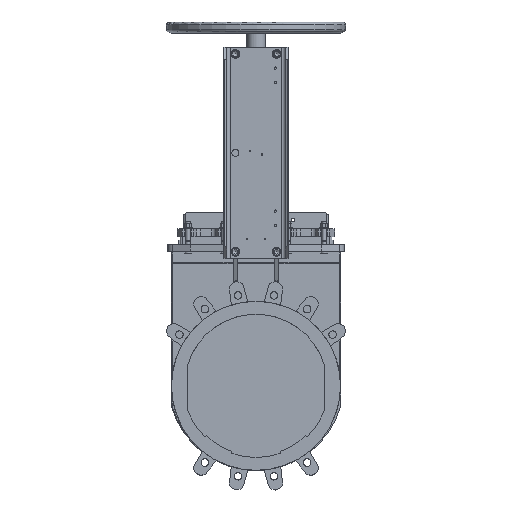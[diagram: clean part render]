
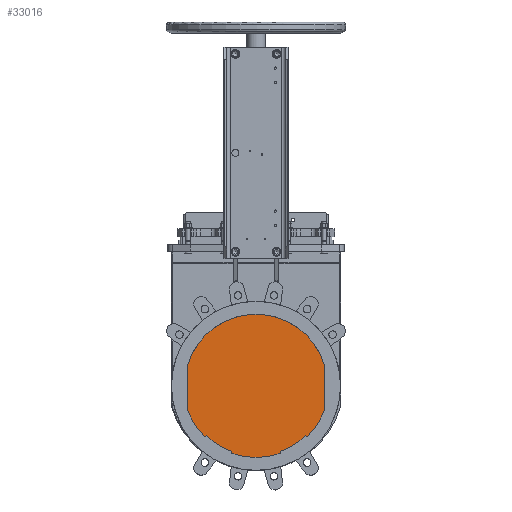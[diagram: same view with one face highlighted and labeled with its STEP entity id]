
A CAD part, top view. The second image highlights one B-rep face of the part: STEP entity #33016.
In plain terms, the highlighted planar face has unit normal (0, 0, 1).
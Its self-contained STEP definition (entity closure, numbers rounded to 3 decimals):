
#2049=PLANE('',#35802);
#3842=FACE_OUTER_BOUND('',#5720,.T.);
#5720=EDGE_LOOP('',(#26417,#26418,#26419,#26420));
#7809=LINE('',#58129,#10104);
#7810=LINE('',#58131,#10105);
#7811=LINE('',#58133,#10106);
#10104=VECTOR('',#42147,1000.);
#10105=VECTOR('',#42148,1000.);
#10106=VECTOR('',#42149,1000.);
#12228=CIRCLE('',#35803,205.);
#14876=VERTEX_POINT('',#58127);
#14877=VERTEX_POINT('',#58128);
#14878=VERTEX_POINT('',#58130);
#14879=VERTEX_POINT('',#58132);
#19027=EDGE_CURVE('',#14876,#14877,#7809,.T.);
#19028=EDGE_CURVE('',#14877,#14878,#7810,.T.);
#19029=EDGE_CURVE('',#14879,#14878,#7811,.T.);
#19030=EDGE_CURVE('',#14876,#14879,#12228,.T.);
#26417=ORIENTED_EDGE('',*,*,#19027,.T.);
#26418=ORIENTED_EDGE('',*,*,#19028,.T.);
#26419=ORIENTED_EDGE('',*,*,#19029,.F.);
#26420=ORIENTED_EDGE('',*,*,#19030,.F.);
#33016=ADVANCED_FACE('',(#3842),#2049,.T.);
#35802=AXIS2_PLACEMENT_3D('',#58126,#42145,#42146);
#35803=AXIS2_PLACEMENT_3D('',#58134,#42150,#42151);
#42145=DIRECTION('center_axis',(0.,0.,1.));
#42146=DIRECTION('ref_axis',(1.,0.,0.));
#42147=DIRECTION('',(0.,1.,0.));
#42148=DIRECTION('',(-1.,0.,0.));
#42149=DIRECTION('',(0.,1.,0.));
#42150=DIRECTION('center_axis',(0.,0.,-1.));
#42151=DIRECTION('ref_axis',(1.,0.,0.));
#58126=CARTESIAN_POINT('Origin',(0.,-5.925,
5.75));
#58127=CARTESIAN_POINT('',(196.25,-54.753,5.75));
#58128=CARTESIAN_POINT('',(196.25,364.,5.75));
#58129=CARTESIAN_POINT('',(196.25,-210.925,5.75));
#58130=CARTESIAN_POINT('',(-196.25,364.,5.75));
#58131=CARTESIAN_POINT('',(0.,364.,5.75));
#58132=CARTESIAN_POINT('',(-196.25,-54.753,5.75));
#58133=CARTESIAN_POINT('',(-196.25,-210.925,5.75));
#58134=CARTESIAN_POINT('Origin',(0.,4.5,
5.75));
